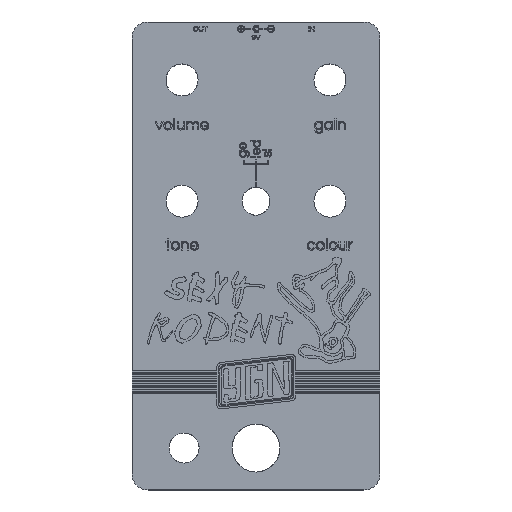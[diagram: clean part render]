
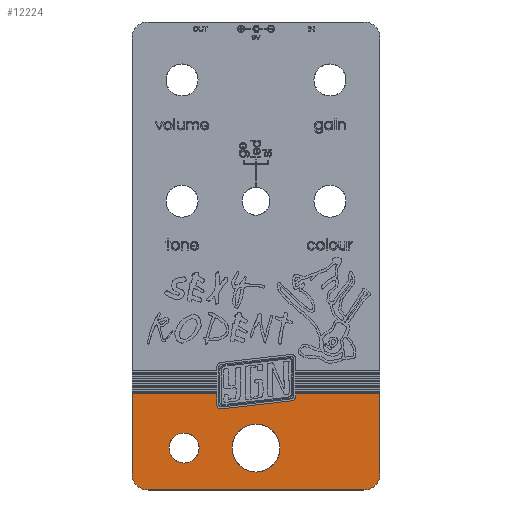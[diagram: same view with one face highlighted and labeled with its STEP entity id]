
A CAD part, top view. The second image highlights one B-rep face of the part: STEP entity #12224.
In plain terms, the highlighted planar face has unit normal (0, 0, 1).
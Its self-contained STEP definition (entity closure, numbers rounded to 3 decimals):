
#112 = VERTEX_POINT('',#113);
#113 = CARTESIAN_POINT('',(0.,-113.,0.));
#119 = EDGE_CURVE('',#120,#112,#122,.T.);
#120 = VERTEX_POINT('',#121);
#121 = CARTESIAN_POINT('',(0.,-92.962,0.));
#122 = LINE('',#123,#124);
#123 = CARTESIAN_POINT('',(0.,-4.,0.));
#124 = VECTOR('',#125,1.);
#125 = DIRECTION('',(0.,-1.,0.));
#12204 = EDGE_CURVE('',#120,#12205,#12207,.T.);
#12205 = VERTEX_POINT('',#12206);
#12206 = CARTESIAN_POINT('',(21.232,-92.962,0.));
#12207 = B_SPLINE_CURVE_WITH_KNOTS('',1,(#12208,#12209),.UNSPECIFIED.,
  .F.,.F.,(2,2),(0.,21.315),.PIECEWISE_BEZIER_KNOTS.);
#12208 = CARTESIAN_POINT('',(-0.083,-92.962,0.));
#12209 = CARTESIAN_POINT('',(21.232,-92.962,0.));
#12224 = ADVANCED_FACE('',(#12225,#12307,#12341),#12375,.T.);
#12225 = FACE_BOUND('',#12226,.T.);
#12226 = EDGE_LOOP('',(#12227,#12228,#12229,#12238,#12246,#12255,#12263,
    #12270,#12277,#12286,#12293,#12302));
#12227 = ORIENTED_EDGE('',*,*,#12204,.F.);
#12228 = ORIENTED_EDGE('',*,*,#119,.T.);
#12229 = ORIENTED_EDGE('',*,*,#12230,.T.);
#12230 = EDGE_CURVE('',#112,#12231,#12233,.T.);
#12231 = VERTEX_POINT('',#12232);
#12232 = CARTESIAN_POINT('',(4.,-117.,0.));
#12233 = CIRCLE('',#12234,4.);
#12234 = AXIS2_PLACEMENT_3D('',#12235,#12236,#12237);
#12235 = CARTESIAN_POINT('',(4.,-113.,0.));
#12236 = DIRECTION('',(0.,0.,1.));
#12237 = DIRECTION('',(1.,0.,-0.));
#12238 = ORIENTED_EDGE('',*,*,#12239,.T.);
#12239 = EDGE_CURVE('',#12231,#12240,#12242,.T.);
#12240 = VERTEX_POINT('',#12241);
#12241 = CARTESIAN_POINT('',(58.,-117.,0.));
#12242 = LINE('',#12243,#12244);
#12243 = CARTESIAN_POINT('',(4.,-117.,0.));
#12244 = VECTOR('',#12245,1.);
#12245 = DIRECTION('',(1.,0.,0.));
#12246 = ORIENTED_EDGE('',*,*,#12247,.T.);
#12247 = EDGE_CURVE('',#12240,#12248,#12250,.T.);
#12248 = VERTEX_POINT('',#12249);
#12249 = CARTESIAN_POINT('',(62.,-113.,0.));
#12250 = CIRCLE('',#12251,4.);
#12251 = AXIS2_PLACEMENT_3D('',#12252,#12253,#12254);
#12252 = CARTESIAN_POINT('',(58.,-113.,0.));
#12253 = DIRECTION('',(0.,0.,1.));
#12254 = DIRECTION('',(1.,0.,-0.));
#12255 = ORIENTED_EDGE('',*,*,#12256,.F.);
#12256 = EDGE_CURVE('',#12257,#12248,#12259,.T.);
#12257 = VERTEX_POINT('',#12258);
#12258 = CARTESIAN_POINT('',(62.,-92.962,0.));
#12259 = LINE('',#12260,#12261);
#12260 = CARTESIAN_POINT('',(62.,-4.,0.));
#12261 = VECTOR('',#12262,1.);
#12262 = DIRECTION('',(0.,-1.,0.));
#12263 = ORIENTED_EDGE('',*,*,#12264,.F.);
#12264 = EDGE_CURVE('',#12265,#12257,#12267,.T.);
#12265 = VERTEX_POINT('',#12266);
#12266 = CARTESIAN_POINT('',(40.892,-92.962,0.));
#12267 = B_SPLINE_CURVE_WITH_KNOTS('',1,(#12268,#12269),.UNSPECIFIED.,
  .F.,.F.,(2,2),(0.,21.194),.PIECEWISE_BEZIER_KNOTS.);
#12268 = CARTESIAN_POINT('',(40.892,-92.962,0.));
#12269 = CARTESIAN_POINT('',(62.086,-92.962,0.));
#12270 = ORIENTED_EDGE('',*,*,#12271,.F.);
#12271 = EDGE_CURVE('',#12272,#12265,#12274,.T.);
#12272 = VERTEX_POINT('',#12273);
#12273 = CARTESIAN_POINT('',(40.892,-93.564,0.));
#12274 = B_SPLINE_CURVE_WITH_KNOTS('',1,(#12275,#12276),.UNSPECIFIED.,
  .F.,.F.,(2,2),(0.,0.602),.PIECEWISE_BEZIER_KNOTS.);
#12275 = CARTESIAN_POINT('',(40.892,-93.564,0.));
#12276 = CARTESIAN_POINT('',(40.892,-92.962,0.));
#12277 = ORIENTED_EDGE('',*,*,#12278,.F.);
#12278 = EDGE_CURVE('',#12279,#12272,#12281,.T.);
#12279 = VERTEX_POINT('',#12280);
#12280 = CARTESIAN_POINT('',(39.709,-94.741,0.));
#12281 = B_SPLINE_CURVE_WITH_KNOTS('',3,(#12282,#12283,#12284,#12285),
  .UNSPECIFIED.,.F.,.F.,(4,4),(0.,1.),.PIECEWISE_BEZIER_KNOTS.);
#12282 = CARTESIAN_POINT('',(39.709,-94.741,0.));
#12283 = CARTESIAN_POINT('',(40.339,-94.669,0.));
#12284 = CARTESIAN_POINT('',(40.892,-94.162,0.));
#12285 = CARTESIAN_POINT('',(40.892,-93.564,0.));
#12286 = ORIENTED_EDGE('',*,*,#12287,.F.);
#12287 = EDGE_CURVE('',#12288,#12279,#12290,.T.);
#12288 = VERTEX_POINT('',#12289);
#12289 = CARTESIAN_POINT('',(22.413,-96.72,0.));
#12290 = B_SPLINE_CURVE_WITH_KNOTS('',1,(#12291,#12292),.UNSPECIFIED.,
  .F.,.F.,(2,2),(0.,17.408),.PIECEWISE_BEZIER_KNOTS.);
#12291 = CARTESIAN_POINT('',(22.413,-96.72,0.));
#12292 = CARTESIAN_POINT('',(39.709,-94.741,0.));
#12293 = ORIENTED_EDGE('',*,*,#12294,.F.);
#12294 = EDGE_CURVE('',#12295,#12288,#12297,.T.);
#12295 = VERTEX_POINT('',#12296);
#12296 = CARTESIAN_POINT('',(21.232,-95.814,0.));
#12297 = B_SPLINE_CURVE_WITH_KNOTS('',3,(#12298,#12299,#12300,#12301),
  .UNSPECIFIED.,.F.,.F.,(4,4),(0.,1.),.PIECEWISE_BEZIER_KNOTS.);
#12298 = CARTESIAN_POINT('',(21.232,-95.814,0.));
#12299 = CARTESIAN_POINT('',(21.232,-96.412,0.));
#12300 = CARTESIAN_POINT('',(21.783,-96.792,0.));
#12301 = CARTESIAN_POINT('',(22.413,-96.72,0.));
#12302 = ORIENTED_EDGE('',*,*,#12303,.F.);
#12303 = EDGE_CURVE('',#12205,#12295,#12304,.T.);
#12304 = B_SPLINE_CURVE_WITH_KNOTS('',1,(#12305,#12306),.UNSPECIFIED.,
  .F.,.F.,(2,2),(0.,2.852),.PIECEWISE_BEZIER_KNOTS.);
#12305 = CARTESIAN_POINT('',(21.232,-92.962,0.));
#12306 = CARTESIAN_POINT('',(21.232,-95.814,0.));
#12307 = FACE_BOUND('',#12308,.T.);
#12308 = EDGE_LOOP('',(#12309,#12319,#12327,#12335));
#12309 = ORIENTED_EDGE('',*,*,#12310,.T.);
#12310 = EDGE_CURVE('',#12311,#12313,#12315,.T.);
#12311 = VERTEX_POINT('',#12312);
#12312 = CARTESIAN_POINT('',(13.021,-102.754,0.));
#12313 = VERTEX_POINT('',#12314);
#12314 = CARTESIAN_POINT('',(16.771,-106.504,0.));
#12315 = ( BOUNDED_CURVE() B_SPLINE_CURVE(2,(#12316,#12317,#12318),
.UNSPECIFIED.,.F.,.F.) B_SPLINE_CURVE_WITH_KNOTS((3,3),(0.,
1.571),.PIECEWISE_BEZIER_KNOTS.) CURVE() 
GEOMETRIC_REPRESENTATION_ITEM() RATIONAL_B_SPLINE_CURVE((1.,
0.707,1.)) REPRESENTATION_ITEM('') );
#12316 = CARTESIAN_POINT('',(13.021,-102.754,0.));
#12317 = CARTESIAN_POINT('',(16.771,-102.754,0.));
#12318 = CARTESIAN_POINT('',(16.771,-106.504,0.));
#12319 = ORIENTED_EDGE('',*,*,#12320,.T.);
#12320 = EDGE_CURVE('',#12313,#12321,#12323,.T.);
#12321 = VERTEX_POINT('',#12322);
#12322 = CARTESIAN_POINT('',(13.021,-110.254,0.));
#12323 = ( BOUNDED_CURVE() B_SPLINE_CURVE(2,(#12324,#12325,#12326),
.UNSPECIFIED.,.F.,.F.) B_SPLINE_CURVE_WITH_KNOTS((3,3),(0.,
1.571),.PIECEWISE_BEZIER_KNOTS.) CURVE() 
GEOMETRIC_REPRESENTATION_ITEM() RATIONAL_B_SPLINE_CURVE((1.,
0.707,1.)) REPRESENTATION_ITEM('') );
#12324 = CARTESIAN_POINT('',(16.771,-106.504,0.));
#12325 = CARTESIAN_POINT('',(16.771,-110.254,0.));
#12326 = CARTESIAN_POINT('',(13.021,-110.254,0.));
#12327 = ORIENTED_EDGE('',*,*,#12328,.T.);
#12328 = EDGE_CURVE('',#12321,#12329,#12331,.T.);
#12329 = VERTEX_POINT('',#12330);
#12330 = CARTESIAN_POINT('',(9.271,-106.504,0.));
#12331 = ( BOUNDED_CURVE() B_SPLINE_CURVE(2,(#12332,#12333,#12334),
.UNSPECIFIED.,.F.,.F.) B_SPLINE_CURVE_WITH_KNOTS((3,3),(0.,
1.571),.PIECEWISE_BEZIER_KNOTS.) CURVE() 
GEOMETRIC_REPRESENTATION_ITEM() RATIONAL_B_SPLINE_CURVE((1.,
0.707,1.)) REPRESENTATION_ITEM('') );
#12332 = CARTESIAN_POINT('',(13.021,-110.254,0.));
#12333 = CARTESIAN_POINT('',(9.271,-110.254,0.));
#12334 = CARTESIAN_POINT('',(9.271,-106.504,0.));
#12335 = ORIENTED_EDGE('',*,*,#12336,.T.);
#12336 = EDGE_CURVE('',#12329,#12311,#12337,.T.);
#12337 = ( BOUNDED_CURVE() B_SPLINE_CURVE(2,(#12338,#12339,#12340),
.UNSPECIFIED.,.F.,.F.) B_SPLINE_CURVE_WITH_KNOTS((3,3),(0.,
1.571),.PIECEWISE_BEZIER_KNOTS.) CURVE() 
GEOMETRIC_REPRESENTATION_ITEM() RATIONAL_B_SPLINE_CURVE((1.,
0.707,1.)) REPRESENTATION_ITEM('') );
#12338 = CARTESIAN_POINT('',(9.271,-106.504,0.));
#12339 = CARTESIAN_POINT('',(9.271,-102.754,0.));
#12340 = CARTESIAN_POINT('',(13.021,-102.754,0.));
#12341 = FACE_BOUND('',#12342,.T.);
#12342 = EDGE_LOOP('',(#12343,#12353,#12361,#12369));
#12343 = ORIENTED_EDGE('',*,*,#12344,.T.);
#12344 = EDGE_CURVE('',#12345,#12347,#12349,.T.);
#12345 = VERTEX_POINT('',#12346);
#12346 = CARTESIAN_POINT('',(31.,-100.504,0.));
#12347 = VERTEX_POINT('',#12348);
#12348 = CARTESIAN_POINT('',(37.,-106.504,0.));
#12349 = ( BOUNDED_CURVE() B_SPLINE_CURVE(2,(#12350,#12351,#12352),
.UNSPECIFIED.,.F.,.F.) B_SPLINE_CURVE_WITH_KNOTS((3,3),(0.,
1.571),.PIECEWISE_BEZIER_KNOTS.) CURVE() 
GEOMETRIC_REPRESENTATION_ITEM() RATIONAL_B_SPLINE_CURVE((1.,
0.707,1.)) REPRESENTATION_ITEM('') );
#12350 = CARTESIAN_POINT('',(31.,-100.504,0.));
#12351 = CARTESIAN_POINT('',(37.,-100.504,0.));
#12352 = CARTESIAN_POINT('',(37.,-106.504,0.));
#12353 = ORIENTED_EDGE('',*,*,#12354,.T.);
#12354 = EDGE_CURVE('',#12347,#12355,#12357,.T.);
#12355 = VERTEX_POINT('',#12356);
#12356 = CARTESIAN_POINT('',(31.,-112.504,0.));
#12357 = ( BOUNDED_CURVE() B_SPLINE_CURVE(2,(#12358,#12359,#12360),
.UNSPECIFIED.,.F.,.F.) B_SPLINE_CURVE_WITH_KNOTS((3,3),(0.,
1.571),.PIECEWISE_BEZIER_KNOTS.) CURVE() 
GEOMETRIC_REPRESENTATION_ITEM() RATIONAL_B_SPLINE_CURVE((1.,
0.707,1.)) REPRESENTATION_ITEM('') );
#12358 = CARTESIAN_POINT('',(37.,-106.504,0.));
#12359 = CARTESIAN_POINT('',(37.,-112.504,0.));
#12360 = CARTESIAN_POINT('',(31.,-112.504,0.));
#12361 = ORIENTED_EDGE('',*,*,#12362,.T.);
#12362 = EDGE_CURVE('',#12355,#12363,#12365,.T.);
#12363 = VERTEX_POINT('',#12364);
#12364 = CARTESIAN_POINT('',(25.,-106.504,0.));
#12365 = ( BOUNDED_CURVE() B_SPLINE_CURVE(2,(#12366,#12367,#12368),
.UNSPECIFIED.,.F.,.F.) B_SPLINE_CURVE_WITH_KNOTS((3,3),(0.,
1.571),.PIECEWISE_BEZIER_KNOTS.) CURVE() 
GEOMETRIC_REPRESENTATION_ITEM() RATIONAL_B_SPLINE_CURVE((1.,
0.707,1.)) REPRESENTATION_ITEM('') );
#12366 = CARTESIAN_POINT('',(31.,-112.504,0.));
#12367 = CARTESIAN_POINT('',(25.,-112.504,0.));
#12368 = CARTESIAN_POINT('',(25.,-106.504,0.));
#12369 = ORIENTED_EDGE('',*,*,#12370,.T.);
#12370 = EDGE_CURVE('',#12363,#12345,#12371,.T.);
#12371 = ( BOUNDED_CURVE() B_SPLINE_CURVE(2,(#12372,#12373,#12374),
.UNSPECIFIED.,.F.,.F.) B_SPLINE_CURVE_WITH_KNOTS((3,3),(0.,
1.571),.PIECEWISE_BEZIER_KNOTS.) CURVE() 
GEOMETRIC_REPRESENTATION_ITEM() RATIONAL_B_SPLINE_CURVE((1.,
0.707,1.)) REPRESENTATION_ITEM('') );
#12372 = CARTESIAN_POINT('',(25.,-106.504,0.));
#12373 = CARTESIAN_POINT('',(25.,-100.504,0.));
#12374 = CARTESIAN_POINT('',(31.,-100.504,0.));
#12375 = PLANE('',#12376);
#12376 = AXIS2_PLACEMENT_3D('',#12377,#12378,#12379);
#12377 = CARTESIAN_POINT('',(31.,-58.5,0.));
#12378 = DIRECTION('',(0.,0.,1.));
#12379 = DIRECTION('',(1.,0.,-0.));
